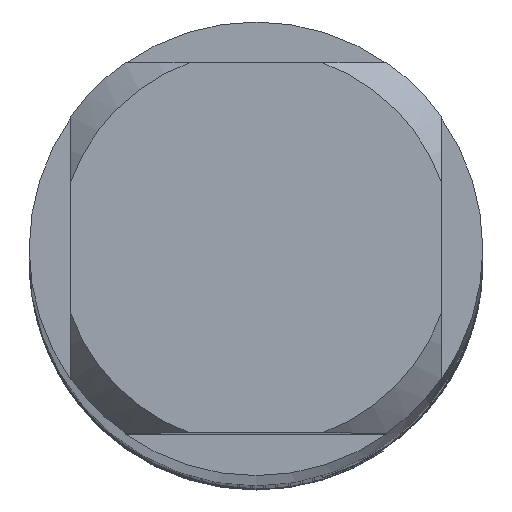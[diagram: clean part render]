
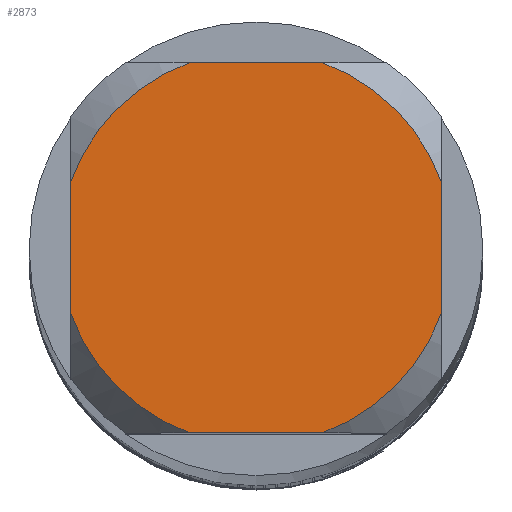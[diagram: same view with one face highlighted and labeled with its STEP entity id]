
A CAD part, top view. The second image highlights one B-rep face of the part: STEP entity #2873.
In plain terms, the highlighted planar face has unit normal (0, 0, 1).
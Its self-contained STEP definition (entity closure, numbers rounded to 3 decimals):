
#2421=VERTEX_POINT('',#7148);
#2873=ADVANCED_FACE('',(#7644),#7645,.T.);
#3135=VERTEX_POINT('',#7928);
#4075=EDGE_CURVE('',#6609,#3135,#8959,.T.);
#4371=EDGE_CURVE('',#2421,#5451,#9280,.T.);
#4373=EDGE_CURVE('',#6635,#5451,#9282,.T.);
#4521=VERTEX_POINT('',#9439);
#4717=VERTEX_POINT('',#9650);
#4779=EDGE_CURVE('',#4717,#3135,#9722,.T.);
#5451=VERTEX_POINT('',#10463);
#5681=EDGE_CURVE('',#6609,#4521,#10714,.T.);
#5931=EDGE_CURVE('',#4717,#6805,#10988,.T.);
#6247=EDGE_CURVE('',#6635,#4521,#11335,.T.);
#6609=VERTEX_POINT('',#11720);
#6635=VERTEX_POINT('',#11747);
#6805=VERTEX_POINT('',#11931);
#7027=EDGE_CURVE('',#2421,#6805,#12166,.T.);
#7148=CARTESIAN_POINT('',(2.45,-0.87,0.0));
#7644=FACE_OUTER_BOUND('',#13597,.T.);
#7645=PLANE('',#13598);
#7928=CARTESIAN_POINT('',(-2.45,-0.87,0.0));
#8959=LINE('',#16635,#16636);
#9280=LINE('',#17480,#17481);
#9282=CIRCLE('',#17484,2.6);
#9439=CARTESIAN_POINT('',(-0.87,2.45,0.0));
#9650=CARTESIAN_POINT('',(-0.87,-2.45,0.0));
#9722=CIRCLE('',#18421,2.6);
#10463=CARTESIAN_POINT('',(2.45,0.87,0.0));
#10714=CIRCLE('',#20697,2.6);
#10988=LINE('',#21262,#21263);
#11335=LINE('',#22045,#22046);
#11720=CARTESIAN_POINT('',(-2.45,0.87,0.0));
#11747=CARTESIAN_POINT('',(0.87,2.45,0.0));
#11931=CARTESIAN_POINT('',(0.87,-2.45,0.0));
#12166=CIRCLE('',#24309,2.6);
#13597=EDGE_LOOP('',(#25144,#25145,#25146,#25147,#25148,#25149,#25150,#25151));
#13598=AXIS2_PLACEMENT_3D('',#25152,#25153,#25154);
#16635=CARTESIAN_POINT('',(-2.45,0.65,0.0));
#16636=VECTOR('',#26471,1.0);
#17480=CARTESIAN_POINT('',(2.45,0.65,0.0));
#17481=VECTOR('',#26771,1.0);
#17484=AXIS2_PLACEMENT_3D('',#26772,#26773,#26774);
#18421=AXIS2_PLACEMENT_3D('',#27218,#27219,#27220);
#20697=AXIS2_PLACEMENT_3D('',#28409,#28410,#28411);
#21262=CARTESIAN_POINT('',(0.0,-2.45,0.0));
#21263=VECTOR('',#28725,1.0);
#22045=CARTESIAN_POINT('',(0.0,2.45,0.0));
#22046=VECTOR('',#29121,1.0);
#24309=AXIS2_PLACEMENT_3D('',#29987,#29988,#29989);
#25144=ORIENTED_EDGE('',*,*,#4075,.T.);
#25145=ORIENTED_EDGE('',*,*,#4779,.F.);
#25146=ORIENTED_EDGE('',*,*,#5931,.T.);
#25147=ORIENTED_EDGE('',*,*,#7027,.F.);
#25148=ORIENTED_EDGE('',*,*,#4371,.T.);
#25149=ORIENTED_EDGE('',*,*,#4373,.F.);
#25150=ORIENTED_EDGE('',*,*,#6247,.T.);
#25151=ORIENTED_EDGE('',*,*,#5681,.F.);
#25152=CARTESIAN_POINT('',(0.0,1.3,0.0));
#25153=DIRECTION('',(-0.0,0.0,1.0));
#25154=DIRECTION('',(0.0,-1.0,0.0));
#26471=DIRECTION('',(-0.0,-1.0,0.0));
#26771=DIRECTION('',(-0.0,1.0,0.0));
#26772=CARTESIAN_POINT('',(0.0,0.0,0.0));
#26773=DIRECTION('',(0.0,0.0,-1.0));
#26774=DIRECTION('',(0.0,1.0,0.0));
#27218=CARTESIAN_POINT('',(0.0,0.0,0.0));
#27219=DIRECTION('',(0.0,0.0,-1.0));
#27220=DIRECTION('',(0.0,1.0,0.0));
#28409=CARTESIAN_POINT('',(0.0,0.0,0.0));
#28410=DIRECTION('',(0.0,0.0,-1.0));
#28411=DIRECTION('',(0.0,1.0,0.0));
#28725=DIRECTION('',(1.0,0.0,0.0));
#29121=DIRECTION('',(-1.0,0.0,0.0));
#29987=CARTESIAN_POINT('',(0.0,0.0,0.0));
#29988=DIRECTION('',(0.0,0.0,-1.0));
#29989=DIRECTION('',(0.0,1.0,0.0));
